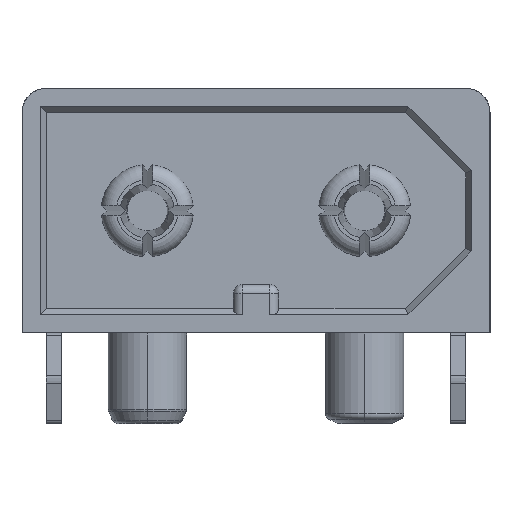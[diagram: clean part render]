
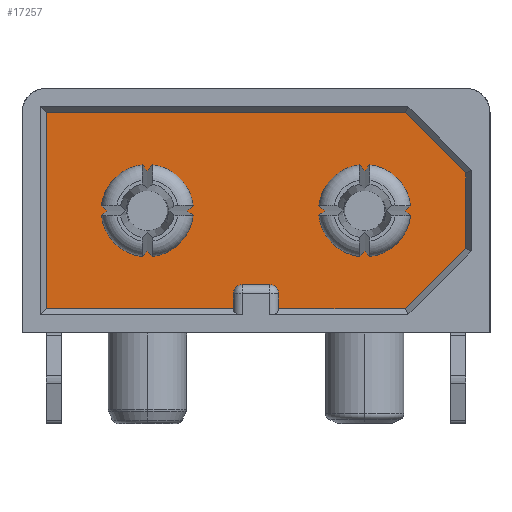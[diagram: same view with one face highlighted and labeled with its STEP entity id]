
A CAD part, left-side view. The second image highlights one B-rep face of the part: STEP entity #17257.
In plain terms, the highlighted planar face has unit normal (-1, 0, 0).
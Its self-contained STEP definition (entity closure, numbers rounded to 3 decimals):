
#56 = CARTESIAN_POINT ( 'NONE',  ( -5.15, 6.95, 7.3 ) ) ;
#82 = ORIENTED_EDGE ( 'NONE', *, *, #16076, .T. ) ;
#225 = ORIENTED_EDGE ( 'NONE', *, *, #12070, .F. ) ;
#282 = DIRECTION ( 'NONE',  ( 0., -1., 0. ) ) ;
#552 = DIRECTION ( 'NONE',  ( 0., 0., -1. ) ) ;
#655 = EDGE_CURVE ( 'NONE', #15269, #13983, #14131, .T. ) ;
#743 = ORIENTED_EDGE ( 'NONE', *, *, #2727, .F. ) ;
#755 = EDGE_CURVE ( 'NONE', #14903, #9813, #12999, .T. ) ;
#1080 = ORIENTED_EDGE ( 'NONE', *, *, #12572, .T. ) ;
#1089 = VECTOR ( 'NONE', #9282, 1000. ) ;
#1090 = VECTOR ( 'NONE', #20077, 1000. ) ;
#1300 = DIRECTION ( 'NONE',  ( -1., 0., 0. ) ) ;
#1477 = FACE_OUTER_BOUND ( 'NONE', #20247, .T. ) ;
#1522 = EDGE_CURVE ( 'NONE', #7697, #1875, #7397, .T. ) ;
#1527 = DIRECTION ( 'NONE',  ( 0., 0., -1. ) ) ;
#1562 = DIRECTION ( 'NONE',  ( 0., -0.707, 0.707 ) ) ;
#1725 = CARTESIAN_POINT ( 'NONE',  ( -5.15, 0.45, 1.3 ) ) ;
#1856 = CIRCLE ( 'NONE', #19333, 1.3 ) ;
#1875 = VERTEX_POINT ( 'NONE', #4518 ) ;
#2113 = ORIENTED_EDGE ( 'NONE', *, *, #655, .T. ) ;
#2305 = VERTEX_POINT ( 'NONE', #3033 ) ;
#2347 = EDGE_CURVE ( 'NONE', #7817, #1875, #8958, .T. ) ;
#2359 = EDGE_CURVE ( 'NONE', #9813, #21454, #14971, .T. ) ;
#2450 = VECTOR ( 'NONE', #4076, 1000. ) ;
#2727 = EDGE_CURVE ( 'NONE', #20633, #13983, #5349, .T. ) ;
#3033 = CARTESIAN_POINT ( 'NONE',  ( -5.15, 3.6, 2.75 ) ) ;
#3209 = LINE ( 'NONE', #9903, #1090 ) ;
#3816 = EDGE_LOOP ( 'NONE', ( #4467, #13808 ) ) ;
#4076 = DIRECTION ( 'NONE',  ( 0., 0., 1. ) ) ;
#4141 = EDGE_CURVE ( 'NONE', #2305, #8662, #14363, .T. ) ;
#4354 = AXIS2_PLACEMENT_3D ( 'NONE', #12324, #16119, #5959 ) ;
#4467 = ORIENTED_EDGE ( 'NONE', *, *, #6529, .T. ) ;
#4518 = CARTESIAN_POINT ( 'NONE',  ( -5.15, -0.75, 1.3 ) ) ;
#4552 = VERTEX_POINT ( 'NONE', #4958 ) ;
#4873 = DIRECTION ( 'NONE',  ( 0., 0., -1. ) ) ;
#4958 = CARTESIAN_POINT ( 'NONE',  ( -5.15, -4.95, 0.8 ) ) ;
#4985 = DIRECTION ( 'NONE',  ( 1., 0., 0. ) ) ;
#5080 = AXIS2_PLACEMENT_3D ( 'NONE', #21960, #1300, #1527 ) ;
#5081 = CIRCLE ( 'NONE', #8640, 0.3 ) ;
#5107 = ORIENTED_EDGE ( 'NONE', *, *, #1522, .F. ) ;
#5291 = CARTESIAN_POINT ( 'NONE',  ( -5.15, 0.75, 0.8 ) ) ;
#5349 = LINE ( 'NONE', #5472, #20726 ) ;
#5453 = CARTESIAN_POINT ( 'NONE',  ( -5.15, -3.6, 2.75 ) ) ;
#5472 = CARTESIAN_POINT ( 'NONE',  ( -5.15, 0.75, 1.6 ) ) ;
#5518 = CIRCLE ( 'NONE', #19412, 1.3 ) ;
#5776 = DIRECTION ( 'NONE',  ( 0., 0.707, 0.707 ) ) ;
#5791 = CARTESIAN_POINT ( 'NONE',  ( -5.15, 6.95, 0.8 ) ) ;
#5959 = DIRECTION ( 'NONE',  ( 0., 0., -1. ) ) ;
#6035 = CARTESIAN_POINT ( 'NONE',  ( -5.15, -0.75, 0. ) ) ;
#6271 = DIRECTION ( 'NONE',  ( 0., 1., 0. ) ) ;
#6529 = EDGE_CURVE ( 'NONE', #21798, #19152, #5518, .T. ) ;
#6824 = CARTESIAN_POINT ( 'NONE',  ( -5.15, -0.45, 1.3 ) ) ;
#7397 = LINE ( 'NONE', #6035, #1089 ) ;
#7565 = CARTESIAN_POINT ( 'NONE',  ( -5.15, -6.95, 5.3 ) ) ;
#7697 = VERTEX_POINT ( 'NONE', #15135 ) ;
#7770 = DIRECTION ( 'NONE',  ( 1., 0., 0. ) ) ;
#7779 = CARTESIAN_POINT ( 'NONE',  ( -5.15, 0.45, 1.6 ) ) ;
#7816 = CARTESIAN_POINT ( 'NONE',  ( -5.15, 3.6, 5.35 ) ) ;
#7817 = VERTEX_POINT ( 'NONE', #12341 ) ;
#8070 = DIRECTION ( 'NONE',  ( 0., 0., -1. ) ) ;
#8195 = VECTOR ( 'NONE', #5776, 1000. ) ;
#8298 = DIRECTION ( 'NONE',  ( 1., 0., 0. ) ) ;
#8640 = AXIS2_PLACEMENT_3D ( 'NONE', #1725, #4985, #4873 ) ;
#8662 = VERTEX_POINT ( 'NONE', #7816 ) ;
#8958 = CIRCLE ( 'NONE', #10741, 0.3 ) ;
#9282 = DIRECTION ( 'NONE',  ( 0., 0., 1. ) ) ;
#9325 = DIRECTION ( 'NONE',  ( 0., -1., 0. ) ) ;
#9431 = LINE ( 'NONE', #14355, #14586 ) ;
#9456 = ORIENTED_EDGE ( 'NONE', *, *, #11850, .T. ) ;
#9665 = VECTOR ( 'NONE', #15188, 1000. ) ;
#9754 = DIRECTION ( 'NONE',  ( 0., 1., 0. ) ) ;
#9813 = VERTEX_POINT ( 'NONE', #20733 ) ;
#9903 = CARTESIAN_POINT ( 'NONE',  ( -5.15, 6.95, 0.8 ) ) ;
#10213 = CARTESIAN_POINT ( 'NONE',  ( -5.15, -4.95, 0.8 ) ) ;
#10579 = DIRECTION ( 'NONE',  ( 1., 0., 0. ) ) ;
#10741 = AXIS2_PLACEMENT_3D ( 'NONE', #6824, #16646, #8070 ) ;
#10845 = EDGE_CURVE ( 'NONE', #21454, #15269, #3209, .T. ) ;
#11035 = CARTESIAN_POINT ( 'NONE',  ( -5.15, -6.95, 5.3 ) ) ;
#11308 = CARTESIAN_POINT ( 'NONE',  ( -5.15, 0.75, 1.3 ) ) ;
#11441 = CARTESIAN_POINT ( 'NONE',  ( -5.15, -3.6, 4.05 ) ) ;
#11517 = CARTESIAN_POINT ( 'NONE',  ( -5.15, 0.75, 1.6 ) ) ;
#11650 = CARTESIAN_POINT ( 'NONE',  ( -5.15, -3.6, 5.35 ) ) ;
#11654 = EDGE_CURVE ( 'NONE', #7817, #19277, #21674, .T. ) ;
#11833 = CIRCLE ( 'NONE', #4354, 1.3 ) ;
#11850 = EDGE_CURVE ( 'NONE', #4552, #17348, #17062, .T. ) ;
#12070 = EDGE_CURVE ( 'NONE', #8662, #2305, #11833, .T. ) ;
#12324 = CARTESIAN_POINT ( 'NONE',  ( -5.15, 3.6, 4.05 ) ) ;
#12341 = CARTESIAN_POINT ( 'NONE',  ( -5.15, -0.45, 1.6 ) ) ;
#12485 = ORIENTED_EDGE ( 'NONE', *, *, #2347, .T. ) ;
#12572 = EDGE_CURVE ( 'NONE', #20633, #19277, #5081, .T. ) ;
#12728 = ORIENTED_EDGE ( 'NONE', *, *, #755, .T. ) ;
#12858 = EDGE_CURVE ( 'NONE', #19152, #21798, #1856, .T. ) ;
#12999 = LINE ( 'NONE', #7565, #8195 ) ;
#13808 = ORIENTED_EDGE ( 'NONE', *, *, #12858, .T. ) ;
#13983 = VERTEX_POINT ( 'NONE', #5291 ) ;
#14131 = LINE ( 'NONE', #10213, #15689 ) ;
#14355 = CARTESIAN_POINT ( 'NONE',  ( -5.15, -4.95, 0.8 ) ) ;
#14363 = CIRCLE ( 'NONE', #5080, 1.3 ) ;
#14560 = DIRECTION ( 'NONE',  ( 0., 0., 1. ) ) ;
#14586 = VECTOR ( 'NONE', #9325, 1000. ) ;
#14678 = VECTOR ( 'NONE', #1562, 1000. ) ;
#14903 = VERTEX_POINT ( 'NONE', #11035 ) ;
#14971 = LINE ( 'NONE', #18539, #9665 ) ;
#15135 = CARTESIAN_POINT ( 'NONE',  ( -5.15, -0.75, 0.8 ) ) ;
#15188 = DIRECTION ( 'NONE',  ( 0., 1., 0. ) ) ;
#15269 = VERTEX_POINT ( 'NONE', #5791 ) ;
#15689 = VECTOR ( 'NONE', #282, 1000. ) ;
#16044 = CARTESIAN_POINT ( 'NONE',  ( -5.15, -3.6, 4.05 ) ) ;
#16076 = EDGE_CURVE ( 'NONE', #17348, #14903, #17590, .T. ) ;
#16119 = DIRECTION ( 'NONE',  ( -1., 0., 0. ) ) ;
#16448 = CARTESIAN_POINT ( 'NONE',  ( -5.15, 0., 0. ) ) ;
#16646 = DIRECTION ( 'NONE',  ( 1., 0., 0. ) ) ;
#16859 = CARTESIAN_POINT ( 'NONE',  ( -5.15, -4.95, 0.8 ) ) ;
#17062 = LINE ( 'NONE', #16859, #14678 ) ;
#17257 = ADVANCED_FACE ( 'NONE', ( #20017, #18435, #1477 ), #18230, .F. ) ;
#17348 = VERTEX_POINT ( 'NONE', #19002 ) ;
#17382 = DIRECTION ( 'NONE',  ( 0., 0., 1. ) ) ;
#17436 = EDGE_LOOP ( 'NONE', ( #18581, #225 ) ) ;
#17590 = LINE ( 'NONE', #19368, #2450 ) ;
#18128 = EDGE_CURVE ( 'NONE', #7697, #4552, #9431, .T. ) ;
#18230 = PLANE ( 'NONE',  #20313 ) ;
#18435 = FACE_BOUND ( 'NONE', #17436, .T. ) ;
#18539 = CARTESIAN_POINT ( 'NONE',  ( -5.15, -4.95, 7.3 ) ) ;
#18581 = ORIENTED_EDGE ( 'NONE', *, *, #4141, .F. ) ;
#19002 = CARTESIAN_POINT ( 'NONE',  ( -5.15, -6.95, 2.8 ) ) ;
#19152 = VERTEX_POINT ( 'NONE', #5453 ) ;
#19277 = VERTEX_POINT ( 'NONE', #7779 ) ;
#19333 = AXIS2_PLACEMENT_3D ( 'NONE', #11441, #7770, #14560 ) ;
#19368 = CARTESIAN_POINT ( 'NONE',  ( -5.15, -6.95, 2.8 ) ) ;
#19412 = AXIS2_PLACEMENT_3D ( 'NONE', #16044, #10579, #17382 ) ;
#19497 = ORIENTED_EDGE ( 'NONE', *, *, #18128, .T. ) ;
#20017 = FACE_BOUND ( 'NONE', #3816, .T. ) ;
#20077 = DIRECTION ( 'NONE',  ( 0., 0., -1. ) ) ;
#20247 = EDGE_LOOP ( 'NONE', ( #5107, #19497, #9456, #82, #12728, #21354, #20500, #2113, #743, #1080, #21794, #12485 ) ) ;
#20313 = AXIS2_PLACEMENT_3D ( 'NONE', #16448, #8298, #9754 ) ;
#20500 = ORIENTED_EDGE ( 'NONE', *, *, #10845, .T. ) ;
#20633 = VERTEX_POINT ( 'NONE', #11308 ) ;
#20726 = VECTOR ( 'NONE', #552, 1000. ) ;
#20733 = CARTESIAN_POINT ( 'NONE',  ( -5.15, -4.95, 7.3 ) ) ;
#21354 = ORIENTED_EDGE ( 'NONE', *, *, #2359, .T. ) ;
#21434 = VECTOR ( 'NONE', #6271, 1000. ) ;
#21454 = VERTEX_POINT ( 'NONE', #56 ) ;
#21674 = LINE ( 'NONE', #11517, #21434 ) ;
#21794 = ORIENTED_EDGE ( 'NONE', *, *, #11654, .F. ) ;
#21798 = VERTEX_POINT ( 'NONE', #11650 ) ;
#21960 = CARTESIAN_POINT ( 'NONE',  ( -5.15, 3.6, 4.05 ) ) ;
